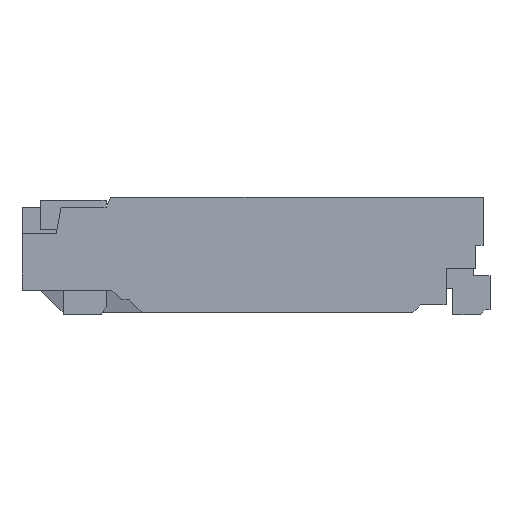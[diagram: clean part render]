
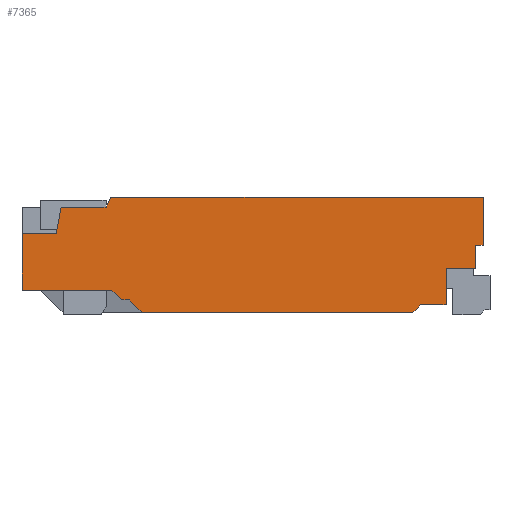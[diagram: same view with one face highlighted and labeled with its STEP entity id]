
A CAD part, left-side view. The second image highlights one B-rep face of the part: STEP entity #7365.
In plain terms, the highlighted planar face has unit normal (-1, 0, 0).
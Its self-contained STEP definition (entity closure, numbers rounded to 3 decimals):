
#323=FACE_OUTER_BOUND('',#698,.T.);
#698=EDGE_LOOP('',(#4890,#4891,#4892,#4893,#4894,#4895,#4896,#4897,#4898,
#4899,#4900,#4901,#4902,#4903,#4904,#4905,#4906,#4907));
#1076=LINE('',#10001,#2108);
#1081=LINE('',#10010,#2113);
#1082=LINE('',#10013,#2114);
#1083=LINE('',#10015,#2115);
#1084=LINE('',#10017,#2116);
#1085=LINE('',#10019,#2117);
#1086=LINE('',#10021,#2118);
#1087=LINE('',#10023,#2119);
#1088=LINE('',#10025,#2120);
#1089=LINE('',#10027,#2121);
#1090=LINE('',#10029,#2122);
#1091=LINE('',#10031,#2123);
#1092=LINE('',#10033,#2124);
#1093=LINE('',#10035,#2125);
#1094=LINE('',#10037,#2126);
#1095=LINE('',#10039,#2127);
#1096=LINE('',#10041,#2128);
#1097=LINE('',#10042,#2129);
#2108=VECTOR('',#8160,0.1);
#2113=VECTOR('',#8167,0.156);
#2114=VECTOR('',#8170,2.77);
#2115=VECTOR('',#8171,0.113);
#2116=VECTOR('',#8172,0.26);
#2117=VECTOR('',#8173,0.37);
#2118=VECTOR('',#8174,0.3);
#2119=VECTOR('',#8175,0.24);
#2120=VECTOR('',#8176,0.08);
#2121=VECTOR('',#8177,0.49);
#2122=VECTOR('',#8178,3.81);
#2123=VECTOR('',#8179,0.112);
#2124=VECTOR('',#8180,0.46);
#2125=VECTOR('',#8181,0.275);
#2126=VECTOR('',#8182,0.35);
#2127=VECTOR('',#8183,0.58);
#2128=VECTOR('',#8184,0.92);
#2129=VECTOR('',#8185,0.141);
#3140=VERTEX_POINT('',#9998);
#3141=VERTEX_POINT('',#10000);
#3144=VERTEX_POINT('',#10008);
#3145=VERTEX_POINT('',#10012);
#3146=VERTEX_POINT('',#10014);
#3147=VERTEX_POINT('',#10016);
#3148=VERTEX_POINT('',#10018);
#3149=VERTEX_POINT('',#10020);
#3150=VERTEX_POINT('',#10022);
#3151=VERTEX_POINT('',#10024);
#3152=VERTEX_POINT('',#10026);
#3153=VERTEX_POINT('',#10028);
#3154=VERTEX_POINT('',#10030);
#3155=VERTEX_POINT('',#10032);
#3156=VERTEX_POINT('',#10034);
#3157=VERTEX_POINT('',#10036);
#3158=VERTEX_POINT('',#10038);
#3159=VERTEX_POINT('',#10040);
#3823=EDGE_CURVE('',#3141,#3140,#1076,.T.);
#3828=EDGE_CURVE('',#3140,#3144,#1081,.T.);
#3829=EDGE_CURVE('',#3144,#3145,#1082,.T.);
#3830=EDGE_CURVE('',#3145,#3146,#1083,.T.);
#3831=EDGE_CURVE('',#3147,#3146,#1084,.T.);
#3832=EDGE_CURVE('',#3148,#3147,#1085,.T.);
#3833=EDGE_CURVE('',#3149,#3148,#1086,.T.);
#3834=EDGE_CURVE('',#3150,#3149,#1087,.T.);
#3835=EDGE_CURVE('',#3151,#3150,#1088,.T.);
#3836=EDGE_CURVE('',#3151,#3152,#1089,.T.);
#3837=EDGE_CURVE('',#3153,#3152,#1090,.T.);
#3838=EDGE_CURVE('',#3153,#3154,#1091,.T.);
#3839=EDGE_CURVE('',#3155,#3154,#1092,.T.);
#3840=EDGE_CURVE('',#3155,#3156,#1093,.T.);
#3841=EDGE_CURVE('',#3157,#3156,#1094,.T.);
#3842=EDGE_CURVE('',#3158,#3157,#1095,.T.);
#3843=EDGE_CURVE('',#3158,#3159,#1096,.T.);
#3844=EDGE_CURVE('',#3159,#3141,#1097,.T.);
#4890=ORIENTED_EDGE('',*,*,#3828,.T.);
#4891=ORIENTED_EDGE('',*,*,#3829,.T.);
#4892=ORIENTED_EDGE('',*,*,#3830,.T.);
#4893=ORIENTED_EDGE('',*,*,#3831,.F.);
#4894=ORIENTED_EDGE('',*,*,#3832,.F.);
#4895=ORIENTED_EDGE('',*,*,#3833,.F.);
#4896=ORIENTED_EDGE('',*,*,#3834,.F.);
#4897=ORIENTED_EDGE('',*,*,#3835,.F.);
#4898=ORIENTED_EDGE('',*,*,#3836,.T.);
#4899=ORIENTED_EDGE('',*,*,#3837,.F.);
#4900=ORIENTED_EDGE('',*,*,#3838,.T.);
#4901=ORIENTED_EDGE('',*,*,#3839,.F.);
#4902=ORIENTED_EDGE('',*,*,#3840,.T.);
#4903=ORIENTED_EDGE('',*,*,#3841,.F.);
#4904=ORIENTED_EDGE('',*,*,#3842,.F.);
#4905=ORIENTED_EDGE('',*,*,#3843,.T.);
#4906=ORIENTED_EDGE('',*,*,#3844,.T.);
#4907=ORIENTED_EDGE('',*,*,#3823,.T.);
#7004=PLANE('',#7754);
#7365=ADVANCED_FACE('',(#323),#7004,.T.);
#7754=AXIS2_PLACEMENT_3D('',#10011,#8168,#8169);
#8160=DIRECTION('',(0.,-1.,0.));
#8167=DIRECTION('',(0.,-0.707,-0.707));
#8168=DIRECTION('center_axis',(-1.,0.,0.));
#8169=DIRECTION('ref_axis',(0.,-1.,0.));
#8170=DIRECTION('',(0.,-1.,0.));
#8171=DIRECTION('',(0.,-0.707,0.707));
#8172=DIRECTION('',(0.,1.,0.));
#8173=DIRECTION('',(0.,0.,-1.));
#8174=DIRECTION('',(0.,1.,0.));
#8175=DIRECTION('',(0.,0.,-1.));
#8176=DIRECTION('',(0.,1.,0.));
#8177=DIRECTION('',(0.,0.,1.));
#8178=DIRECTION('',(0.,-1.,0.));
#8179=DIRECTION('',(0.,0.447,-0.894));
#8180=DIRECTION('',(0.,-1.,0.));
#8181=DIRECTION('',(0.,0.182,-0.983));
#8182=DIRECTION('',(0.,-1.,0.));
#8183=DIRECTION('',(0.,0.,1.));
#8184=DIRECTION('',(0.,-1.,0.));
#8185=DIRECTION('',(0.,-0.707,-0.707));
#9998=CARTESIAN_POINT('',(-3.95,1.295,-0.45));
#10000=CARTESIAN_POINT('',(-3.95,1.375,-0.45));
#10001=CARTESIAN_POINT('',(-3.95,1.375,-0.45));
#10008=CARTESIAN_POINT('',(-3.95,1.165,-0.58));
#10010=CARTESIAN_POINT('',(-3.95,1.275,-0.47));
#10011=CARTESIAN_POINT('Origin',(-3.95,-2.325,0.6));
#10012=CARTESIAN_POINT('',(-3.95,-1.605,-0.58));
#10013=CARTESIAN_POINT('',(-3.95,1.165,-0.58));
#10014=CARTESIAN_POINT('',(-3.95,-1.685,-0.5));
#10015=CARTESIAN_POINT('',(-3.95,-1.605,-0.58));
#10016=CARTESIAN_POINT('',(-3.95,-1.945,-0.5));
#10017=CARTESIAN_POINT('',(-3.95,-1.945,-0.5));
#10018=CARTESIAN_POINT('',(-3.95,-1.945,-0.13));
#10019=CARTESIAN_POINT('',(-3.95,-1.945,-0.13));
#10020=CARTESIAN_POINT('',(-3.95,-2.245,-0.13));
#10021=CARTESIAN_POINT('',(-3.95,-2.245,-0.13));
#10022=CARTESIAN_POINT('',(-3.95,-2.245,0.11));
#10023=CARTESIAN_POINT('',(-3.95,-2.245,0.11));
#10024=CARTESIAN_POINT('',(-3.95,-2.325,0.11));
#10025=CARTESIAN_POINT('',(-3.95,-2.325,0.11));
#10026=CARTESIAN_POINT('',(-3.95,-2.325,0.6));
#10027=CARTESIAN_POINT('',(-3.95,-2.325,0.11));
#10028=CARTESIAN_POINT('',(-3.95,1.485,0.6));
#10029=CARTESIAN_POINT('',(-3.95,1.485,0.6));
#10030=CARTESIAN_POINT('',(-3.95,1.535,0.5));
#10031=CARTESIAN_POINT('',(-3.95,1.485,0.6));
#10032=CARTESIAN_POINT('',(-3.95,1.995,0.5));
#10033=CARTESIAN_POINT('',(-3.95,1.995,0.5));
#10034=CARTESIAN_POINT('',(-3.95,2.045,0.23));
#10035=CARTESIAN_POINT('',(-3.95,1.995,0.5));
#10036=CARTESIAN_POINT('',(-3.95,2.395,0.23));
#10037=CARTESIAN_POINT('',(-3.95,2.395,0.23));
#10038=CARTESIAN_POINT('',(-3.95,2.395,-0.35));
#10039=CARTESIAN_POINT('',(-3.95,2.395,-0.35));
#10040=CARTESIAN_POINT('',(-3.95,1.475,-0.35));
#10041=CARTESIAN_POINT('',(-3.95,2.395,-0.35));
#10042=CARTESIAN_POINT('',(-3.95,1.475,-0.35));
